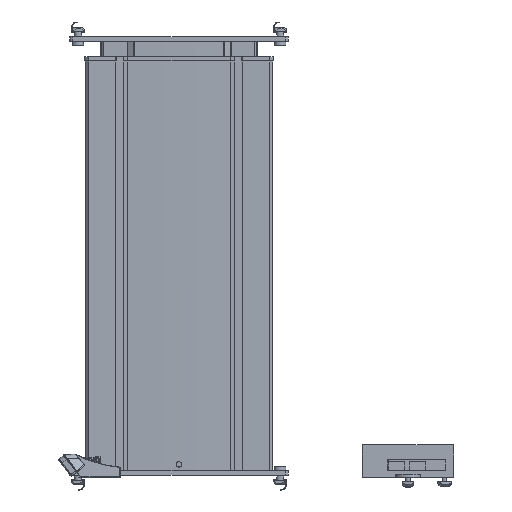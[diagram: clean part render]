
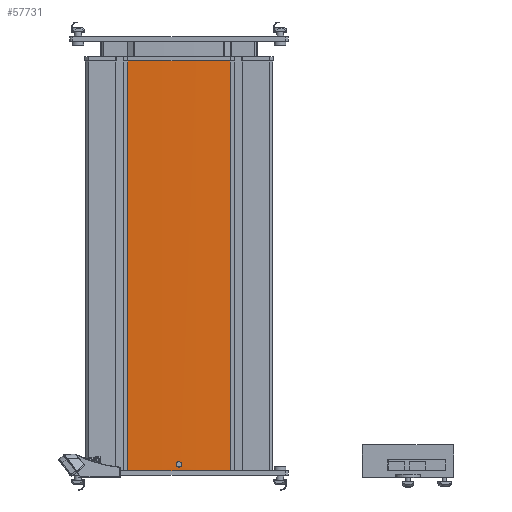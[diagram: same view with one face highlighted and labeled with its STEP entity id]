
A CAD part, front view. The second image highlights one B-rep face of the part: STEP entity #57731.
In plain terms, the highlighted cylindrical face has radius 1500 mm (diameter 3000 mm), a partial arc.
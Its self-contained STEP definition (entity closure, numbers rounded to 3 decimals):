
#674=FACE_BOUND('',#6312,.T.);
#3104=FACE_OUTER_BOUND('',#6311,.T.);
#6311=EDGE_LOOP('',(#40028,#40029,#40030,#40031));
#6312=EDGE_LOOP('',(#40032,#40033));
#9545=B_SPLINE_CURVE_WITH_KNOTS('',3,(#83602,#83603,#83604,#83605,#83606,
#83607,#83608,#83609,#83610,#83611),.UNSPECIFIED.,.F.,.F.,(4,2,2,2,4),(0.,
0.113,0.226,0.339,0.452),
 .UNSPECIFIED.);
#9546=B_SPLINE_CURVE_WITH_KNOTS('',3,(#83612,#83613,#83614,#83615,#83616,
#83617,#83618,#83619,#83620,#83621,#83622,#83623,#83624,#83625,#83626,#83627,
#83628,#83629,#83630,#83631,#83632,#83633,#83634,#83635,#83636,#83637),
 .UNSPECIFIED.,.F.,.F.,(4,2,2,2,2,2,2,2,2,2,2,2,4),(0.452,0.565,
0.678,0.791,0.904,1.017,
1.13,1.243,1.356,1.469,1.582,
1.695,1.808),.UNSPECIFIED.);
#10471=LINE('',#85539,#16334);
#10472=LINE('',#85541,#16335);
#16334=VECTOR('',#68509,10.);
#16335=VECTOR('',#68512,10.);
#21825=CIRCLE('',#61244,1500.);
#21899=CIRCLE('',#61377,1500.);
#23883=VERTEX_POINT('',#83599);
#23884=VERTEX_POINT('',#83601);
#24150=VERTEX_POINT('',#84209);
#24151=VERTEX_POINT('',#84211);
#24303=VERTEX_POINT('',#84634);
#24304=VERTEX_POINT('',#84636);
#29624=EDGE_CURVE('',#23884,#23883,#9545,.T.);
#29625=EDGE_CURVE('',#23883,#23884,#9546,.T.);
#29892=EDGE_CURVE('',#24150,#24151,#21825,.T.);
#30105=EDGE_CURVE('',#24304,#24303,#21899,.T.);
#30557=EDGE_CURVE('',#24303,#24151,#10471,.T.);
#30558=EDGE_CURVE('',#24304,#24150,#10472,.T.);
#40028=ORIENTED_EDGE('',*,*,#30105,.T.);
#40029=ORIENTED_EDGE('',*,*,#30557,.T.);
#40030=ORIENTED_EDGE('',*,*,#29892,.F.);
#40031=ORIENTED_EDGE('',*,*,#30558,.F.);
#40032=ORIENTED_EDGE('',*,*,#29624,.T.);
#40033=ORIENTED_EDGE('',*,*,#29625,.T.);
#55783=CYLINDRICAL_SURFACE('',#61743,1500.);
#57731=ADVANCED_FACE('',(#3104,#674),#55783,.T.);
#61244=AXIS2_PLACEMENT_3D('',#84212,#67075,#67076);
#61377=AXIS2_PLACEMENT_3D('',#84637,#67480,#67481);
#61743=AXIS2_PLACEMENT_3D('',#85540,#68510,#68511);
#67075=DIRECTION('center_axis',(0.,0.,
1.));
#67076=DIRECTION('ref_axis',(-0.038,-0.999,0.));
#67480=DIRECTION('center_axis',(0.,0.,
1.));
#67481=DIRECTION('ref_axis',(-0.038,-0.999,0.));
#68509=DIRECTION('',(0.,0.,1.));
#68510=DIRECTION('center_axis',(0.,0.,
1.));
#68511=DIRECTION('ref_axis',(-0.038,-0.999,0.));
#68512=DIRECTION('',(0.,0.,1.));
#83599=CARTESIAN_POINT('',(0.,-32.343,9.));
#83601=CARTESIAN_POINT('',(3.,-32.34,12.));
#83602=CARTESIAN_POINT('Ctrl Pts',(3.,-32.34,12.));
#83603=CARTESIAN_POINT('Ctrl Pts',(3.,-32.34,11.623));
#83604=CARTESIAN_POINT('Ctrl Pts',(2.925,-32.34,11.222));
#83605=CARTESIAN_POINT('Ctrl Pts',(2.619,-32.341,10.482));
#83606=CARTESIAN_POINT('Ctrl Pts',(2.388,-32.341,10.145));
#83607=CARTESIAN_POINT('Ctrl Pts',(1.855,-32.342,9.612));
#83608=CARTESIAN_POINT('Ctrl Pts',(1.518,-32.342,9.381));
#83609=CARTESIAN_POINT('Ctrl Pts',(0.778,-32.343,
9.075));
#83610=CARTESIAN_POINT('Ctrl Pts',(0.377,-32.343,9.));
#83611=CARTESIAN_POINT('Ctrl Pts',(0.,-32.343,
9.));
#83612=CARTESIAN_POINT('Ctrl Pts',(0.,-32.343,
9.));
#83613=CARTESIAN_POINT('Ctrl Pts',(-0.377,-32.343,9.));
#83614=CARTESIAN_POINT('Ctrl Pts',(-0.778,-32.343,
9.075));
#83615=CARTESIAN_POINT('Ctrl Pts',(-1.518,-32.342,
9.381));
#83616=CARTESIAN_POINT('Ctrl Pts',(-1.855,-32.342,
9.612));
#83617=CARTESIAN_POINT('Ctrl Pts',(-2.388,-32.341,
10.145));
#83618=CARTESIAN_POINT('Ctrl Pts',(-2.619,-32.341,
10.482));
#83619=CARTESIAN_POINT('Ctrl Pts',(-2.925,-32.34,
11.222));
#83620=CARTESIAN_POINT('Ctrl Pts',(-3.,-32.34,11.623));
#83621=CARTESIAN_POINT('Ctrl Pts',(-3.,-32.34,12.377));
#83622=CARTESIAN_POINT('Ctrl Pts',(-2.925,-32.34,
12.778));
#83623=CARTESIAN_POINT('Ctrl Pts',(-2.619,-32.341,
13.518));
#83624=CARTESIAN_POINT('Ctrl Pts',(-2.388,-32.341,
13.855));
#83625=CARTESIAN_POINT('Ctrl Pts',(-1.855,-32.342,
14.388));
#83626=CARTESIAN_POINT('Ctrl Pts',(-1.518,-32.342,
14.619));
#83627=CARTESIAN_POINT('Ctrl Pts',(-0.778,-32.343,
14.925));
#83628=CARTESIAN_POINT('Ctrl Pts',(-0.377,-32.343,
15.));
#83629=CARTESIAN_POINT('Ctrl Pts',(0.377,-32.343,
15.));
#83630=CARTESIAN_POINT('Ctrl Pts',(0.778,-32.343,
14.925));
#83631=CARTESIAN_POINT('Ctrl Pts',(1.518,-32.342,14.619));
#83632=CARTESIAN_POINT('Ctrl Pts',(1.855,-32.342,14.388));
#83633=CARTESIAN_POINT('Ctrl Pts',(2.388,-32.341,13.855));
#83634=CARTESIAN_POINT('Ctrl Pts',(2.619,-32.341,13.518));
#83635=CARTESIAN_POINT('Ctrl Pts',(2.925,-32.34,12.778));
#83636=CARTESIAN_POINT('Ctrl Pts',(3.,-32.34,12.377));
#83637=CARTESIAN_POINT('Ctrl Pts',(3.,-32.34,12.));
#84209=CARTESIAN_POINT('',(-57.25,-31.25,463.));
#84211=CARTESIAN_POINT('',(57.25,-31.25,463.));
#84212=CARTESIAN_POINT('Origin',(0.,1467.657,
463.));
#84634=CARTESIAN_POINT('',(57.25,-31.25,5.));
#84636=CARTESIAN_POINT('',(-57.25,-31.25,5.));
#84637=CARTESIAN_POINT('Origin',(0.,1467.657,5.));
#85539=CARTESIAN_POINT('',(57.25,-31.25,5.));
#85540=CARTESIAN_POINT('Origin',(0.,1467.657,5.));
#85541=CARTESIAN_POINT('',(-57.25,-31.25,5.));
